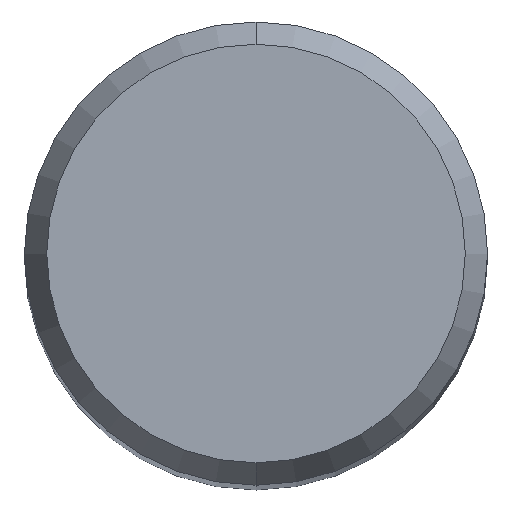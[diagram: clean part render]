
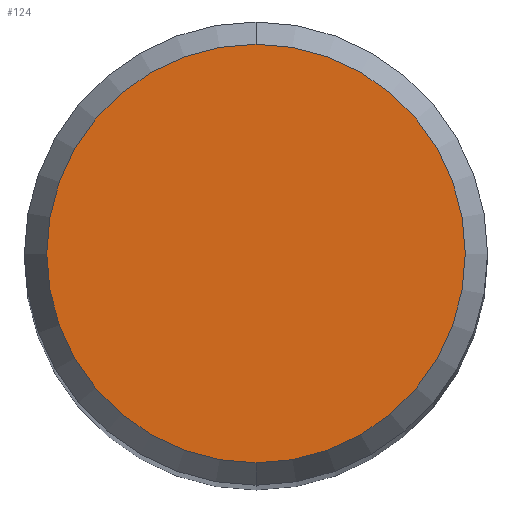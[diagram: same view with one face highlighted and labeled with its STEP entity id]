
A CAD part, top view. The second image highlights one B-rep face of the part: STEP entity #124.
In plain terms, the highlighted planar face has unit normal (0, 0, 1).
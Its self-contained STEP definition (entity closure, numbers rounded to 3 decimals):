
#112=VERTEX_POINT('',#224);
#124=ADVANCED_FACE('',(#236),#237,.T.);
#134=EDGE_CURVE('',#112,#150,#248,.T.);
#140=EDGE_CURVE('',#150,#112,#255,.T.);
#150=VERTEX_POINT('',#266);
#224=CARTESIAN_POINT('',(0.,-4.304,0.0));
#236=FACE_OUTER_BOUND('',#359,.T.);
#237=PLANE('',#360);
#248=CIRCLE('',#375,4.304);
#255=CIRCLE('',#383,4.304);
#266=CARTESIAN_POINT('',(0.0,4.304,0.0));
#359=EDGE_LOOP('',(#481,#482));
#360=AXIS2_PLACEMENT_3D('',#483,#484,#485);
#375=AXIS2_PLACEMENT_3D('',#503,#504,#505);
#383=AXIS2_PLACEMENT_3D('',#514,#515,#516);
#481=ORIENTED_EDGE('',*,*,#140,.F.);
#482=ORIENTED_EDGE('',*,*,#134,.F.);
#483=CARTESIAN_POINT('',(0.0,2.152,0.0));
#484=DIRECTION('',(-0.0,0.0,1.0));
#485=DIRECTION('',(0.0,-1.0,0.0));
#503=CARTESIAN_POINT('',(0.0,0.0,0.0));
#504=DIRECTION('',(0.0,0.0,-1.0));
#505=DIRECTION('',(0.0,1.0,0.0));
#514=CARTESIAN_POINT('',(0.0,0.0,0.0));
#515=DIRECTION('',(0.0,0.0,-1.0));
#516=DIRECTION('',(0.0,1.0,0.0));
